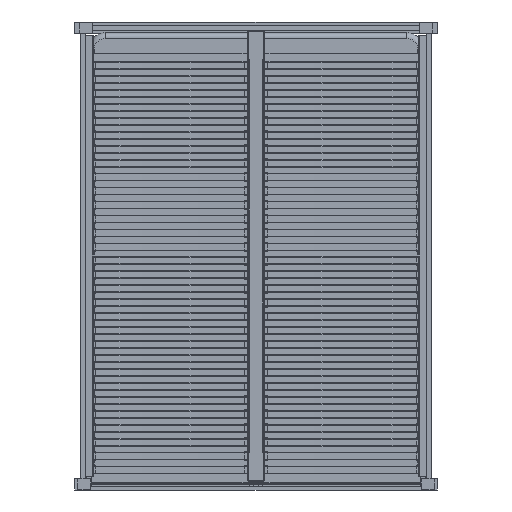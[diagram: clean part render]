
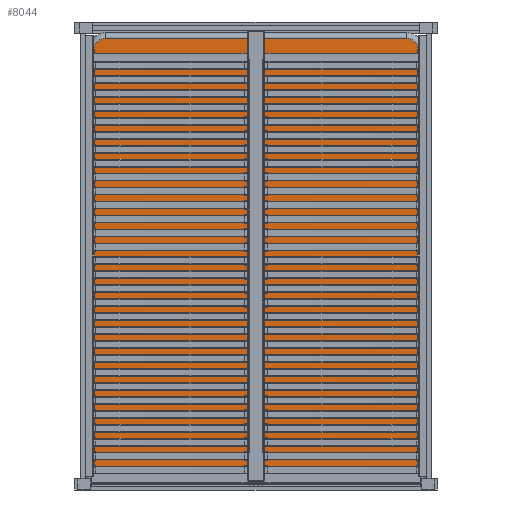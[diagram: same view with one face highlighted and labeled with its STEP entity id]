
A CAD part, front view. The second image highlights one B-rep face of the part: STEP entity #8044.
In plain terms, the highlighted planar face has unit normal (0, -1, 0).
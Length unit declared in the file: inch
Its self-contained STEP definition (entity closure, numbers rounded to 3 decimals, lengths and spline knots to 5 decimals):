
#672=CIRCLE('',#8875,2.);
#678=CIRCLE('',#8883,2.);
#682=CIRCLE('',#8889,2.);
#686=CIRCLE('',#8895,2.);
#1235=FACE_OUTER_BOUND('',#1708,.T.);
#1708=EDGE_LOOP('',(#7162,#7163,#7164,#7165,#7166,#7167,#7168,#7169));
#2530=LINE('',#13745,#3350);
#2532=LINE('',#13757,#3352);
#2534=LINE('',#13769,#3354);
#2535=LINE('',#13777,#3355);
#3350=VECTOR('',#11157,0.3937);
#3352=VECTOR('',#11171,0.3937);
#3354=VECTOR('',#11185,0.3937);
#3355=VECTOR('',#11196,0.3937);
#3990=VERTEX_POINT('',#13733);
#3991=VERTEX_POINT('',#13735);
#3993=VERTEX_POINT('',#13741);
#3995=VERTEX_POINT('',#13747);
#3997=VERTEX_POINT('',#13753);
#3999=VERTEX_POINT('',#13759);
#4001=VERTEX_POINT('',#13765);
#4003=VERTEX_POINT('',#13771);
#5036=EDGE_CURVE('',#3990,#3991,#672,.T.);
#5041=EDGE_CURVE('',#3991,#3993,#2530,.T.);
#5044=EDGE_CURVE('',#3993,#3995,#678,.T.);
#5047=EDGE_CURVE('',#3995,#3997,#2532,.T.);
#5050=EDGE_CURVE('',#3997,#3999,#682,.T.);
#5053=EDGE_CURVE('',#3999,#4001,#2534,.T.);
#5056=EDGE_CURVE('',#4001,#4003,#686,.T.);
#5057=EDGE_CURVE('',#4003,#3990,#2535,.T.);
#7162=ORIENTED_EDGE('',*,*,#5036,.F.);
#7163=ORIENTED_EDGE('',*,*,#5057,.F.);
#7164=ORIENTED_EDGE('',*,*,#5056,.F.);
#7165=ORIENTED_EDGE('',*,*,#5053,.F.);
#7166=ORIENTED_EDGE('',*,*,#5050,.F.);
#7167=ORIENTED_EDGE('',*,*,#5047,.F.);
#7168=ORIENTED_EDGE('',*,*,#5044,.F.);
#7169=ORIENTED_EDGE('',*,*,#5041,.F.);
#7600=PLANE('',#8903);
#8044=ADVANCED_FACE('',(#1235),#7600,.T.);
#8875=AXIS2_PLACEMENT_3D('',#13736,#11146,#11147);
#8883=AXIS2_PLACEMENT_3D('',#13751,#11164,#11165);
#8889=AXIS2_PLACEMENT_3D('',#13763,#11178,#11179);
#8895=AXIS2_PLACEMENT_3D('',#13775,#11192,#11193);
#8903=AXIS2_PLACEMENT_3D('',#13797,#11217,#11218);
#11146=DIRECTION('center_axis',(0.,1.,0.));
#11147=DIRECTION('ref_axis',(-0.707,0.,0.707));
#11157=DIRECTION('',(1.,0.,0.));
#11164=DIRECTION('center_axis',(0.,1.,0.));
#11165=DIRECTION('ref_axis',(0.707,0.,0.707));
#11171=DIRECTION('',(0.,0.,-1.));
#11178=DIRECTION('center_axis',(0.,1.,0.));
#11179=DIRECTION('ref_axis',(0.707,0.,-0.707));
#11185=DIRECTION('',(-1.,0.,0.));
#11192=DIRECTION('center_axis',(0.,1.,0.));
#11193=DIRECTION('ref_axis',(-0.707,0.,-0.707));
#11196=DIRECTION('',(0.,0.,1.));
#11217=DIRECTION('center_axis',(0.,-1.,0.));
#11218=DIRECTION('ref_axis',(0.,0.,-1.));
#13733=CARTESIAN_POINT('',(-29.,0.,37.));
#13735=CARTESIAN_POINT('',(-27.,0.,39.));
#13736=CARTESIAN_POINT('Origin',(-27.,0.,37.));
#13741=CARTESIAN_POINT('',(27.,0.,39.));
#13745=CARTESIAN_POINT('',(-15.,0.,39.));
#13747=CARTESIAN_POINT('',(29.,0.,37.));
#13751=CARTESIAN_POINT('Origin',(27.,0.,37.));
#13753=CARTESIAN_POINT('',(29.,0.,-37.));
#13757=CARTESIAN_POINT('',(29.,0.,20.));
#13759=CARTESIAN_POINT('',(27.,0.,-39.));
#13763=CARTESIAN_POINT('Origin',(27.,0.,-37.));
#13765=CARTESIAN_POINT('',(-27.,0.,-39.));
#13769=CARTESIAN_POINT('',(15.,0.,-39.));
#13771=CARTESIAN_POINT('',(-29.,0.,-37.));
#13775=CARTESIAN_POINT('Origin',(-27.,0.,-37.));
#13777=CARTESIAN_POINT('',(-29.,0.,-20.));
#13797=CARTESIAN_POINT('Origin',(0.,0.,0.));
